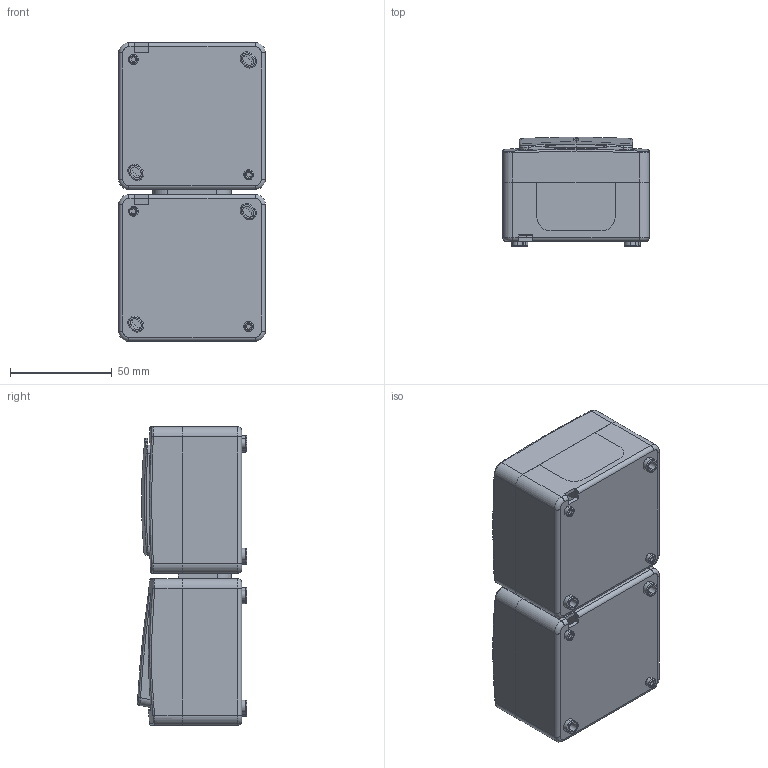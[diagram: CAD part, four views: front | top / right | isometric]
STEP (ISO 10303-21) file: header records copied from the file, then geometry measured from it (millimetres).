
FILE_DESCRIPTION (( 'STEP AP203' ), '1' );
FILE_NAME ('EBVMP20-K03-32-54-EC ÁÂá-22-32-ÃÏÁä áëîê âûêë 2êë_ðîçåòêà 1ì ñ ç_ê î_ó IP54 ÃÅÐÌÅÑ PLUS (êë.áåë._êð.äûì.).STEP', '2016-11-24T12:13:06', ( '' ), ( '' ), 'SwSTEP 2.0', 'SolidWorks 2014', '' );
FILE_SCHEMA (( 'CONFIG_CONTROL_DESIGN' ));
Length unit declared in the file: millimetre
Products named in the file (2): EBVMP20-K03-32-54-EC ÁÂá-22-32-ÃÏÁä áëîê âûêë 2êë_ðîçåòêà 1ì ñ ç_ê î_ó  IP54 ÃÅÐÌÅÑ PLUS (êë.áåë._êð.äûì.)
Bounding box: 72 x 53.69 x 146.5 mm (x, y, z)
Volume: 117953.4 mm3; surface area: 146564.7 mm2
Topology: 10 solids, 10 shells, 978 faces, 2577 edges, 1655 vertices
Faces by surface type: plane 499, cylinder 321, torus 83, bspline 59, sphere 16
Entity records: 33571 total; most frequent: CARTESIAN_POINT 9191, ORIENTED_EDGE 5138, DIRECTION 5017, EDGE_CURVE 2569, AXIS2_PLACEMENT_3D 1741, VERTEX_POINT 1655, VECTOR 1535, LINE 1535
